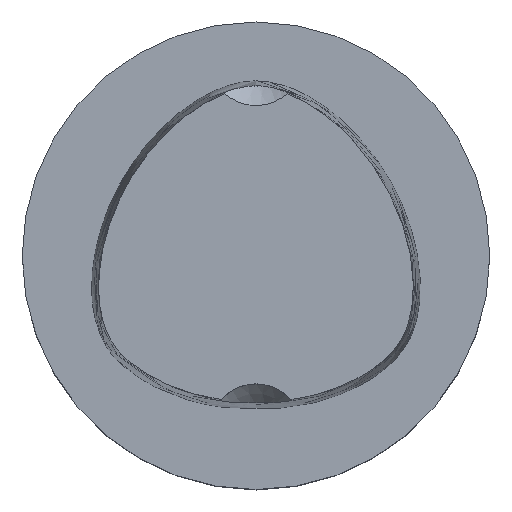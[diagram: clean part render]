
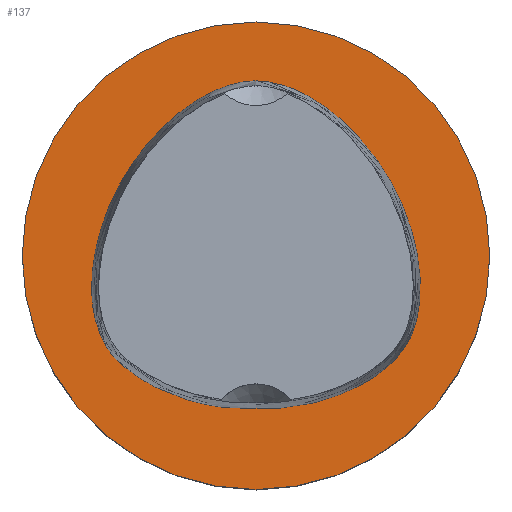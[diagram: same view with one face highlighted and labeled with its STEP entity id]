
A CAD part, top view. The second image highlights one B-rep face of the part: STEP entity #137.
In plain terms, the highlighted planar face has unit normal (0, 0, 1).
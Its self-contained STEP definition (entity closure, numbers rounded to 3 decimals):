
#83=EDGE_CURVE('240[2]',#197,#198,#199,.T.);
#119=EDGE_CURVE('240[2]',#247,#247,#248,.T.);
#134=EDGE_CURVE('240[2]',#198,#197,#268,.T.);
#137=ADVANCED_FACE('240[2]',(#271,#272),#273,.T.);
#197=VERTEX_POINT('',#372);
#198=VERTEX_POINT('',#373);
#199=B_SPLINE_CURVE_WITH_KNOTS('',3,(#374,#375,#376,#377,#378,#379,#380,#381,#382,#383,#384,#385,#386,#387,#388,#389,#390,#391,#392,#393,#394,#395,#396,#397,#398,#399,#400,#401,#402,#403,#404,#405,#406,#407,#408,#409,#410,#411,#412,#413,#414,#415,#416,#417,#418,#419,#420,#421),.UNSPECIFIED.,.T.,.F.,(4,2,2,2,2,2,2,2,2,2,2,2,2,2,2,2,2,2,2,2,2,2,2,4),(0.0,7.934,12.983,18.411,25.597,33.513,43.675,55.129,61.688,67.188,72.765,80.918,84.541,86.312,88.057,92.601,95.351,99.208,103.118,110.466,114.727,118.863,123.484,127.746),.UNSPECIFIED.);
#247=VERTEX_POINT('',#1511);
#248=CIRCLE('',#1512,20.0);
#268=B_SPLINE_CURVE_WITH_KNOTS('',3,(#1538,#1539,#1540,#1541,#1542,#1543,#1544,#1545,#1546,#1547,#1548,#1549,#1550,#1551,#1552,#1553,#1554,#1555,#1556,#1557,#1558,#1559,#1560,#1561,#1562,#1563,#1564,#1565,#1566,#1567,#1568,#1569,#1570,#1571,#1572,#1573,#1574,#1575,#1576,#1577,#1578,#1579,#1580,#1581,#1582,#1583,#1584,#1585),.UNSPECIFIED.,.T.,.F.,(4,2,2,2,2,2,2,2,2,2,2,2,2,2,2,2,2,2,2,2,2,2,2,4),(0.0,7.934,12.983,18.411,25.597,33.513,43.675,55.129,61.688,67.188,72.765,80.918,84.541,86.312,88.057,92.601,95.351,99.208,103.118,110.466,114.727,118.863,123.484,127.746),.UNSPECIFIED.);
#271=FACE_BOUND('',#1589,.T.);
#272=FACE_OUTER_BOUND('',#1590,.T.);
#273=PLANE('',#1591);
#372=CARTESIAN_POINT('',(0.,14.963,0.0));
#373=CARTESIAN_POINT('',(0.,-13.059,0.0));
#374=CARTESIAN_POINT('',(-11.186,6.943,0.0));
#375=CARTESIAN_POINT('',(-9.819,9.207,0.));
#376=CARTESIAN_POINT('',(-8.06,11.153,0.));
#377=CARTESIAN_POINT('',(-4.94,13.468,0.));
#378=CARTESIAN_POINT('',(-3.637,14.174,0.));
#379=CARTESIAN_POINT('',(-1.006,15.004,0.));
#380=CARTESIAN_POINT('',(0.046,14.987,0.));
#381=CARTESIAN_POINT('',(1.345,14.872,0.));
#382=CARTESIAN_POINT('',(2.213,14.679,0.));
#383=CARTESIAN_POINT('',(4.314,13.807,0.));
#384=CARTESIAN_POINT('',(5.577,13.084,0.));
#385=CARTESIAN_POINT('',(8.625,10.543,0.));
#386=CARTESIAN_POINT('',(10.14,8.732,0.));
#387=CARTESIAN_POINT('',(12.671,4.413,0.));
#388=CARTESIAN_POINT('',(13.567,1.899,0.));
#389=CARTESIAN_POINT('',(14.105,-1.957,0.));
#390=CARTESIAN_POINT('',(14.141,-3.478,0.));
#391=CARTESIAN_POINT('',(13.633,-6.175,0.));
#392=CARTESIAN_POINT('',(13.236,-7.069,0.));
#393=CARTESIAN_POINT('',(12.269,-8.55,0.));
#394=CARTESIAN_POINT('',(11.636,-9.228,0.));
#395=CARTESIAN_POINT('',(9.552,-10.838,0.));
#396=CARTESIAN_POINT('',(8.162,-11.508,0.));
#397=CARTESIAN_POINT('',(6.317,-12.192,0.));
#398=CARTESIAN_POINT('',(5.152,-12.606,0.));
#399=CARTESIAN_POINT('',(2.517,-13.027,0.));
#400=CARTESIAN_POINT('',(1.938,-13.06,0.));
#401=CARTESIAN_POINT('',(1.024,-13.076,0.));
#402=CARTESIAN_POINT('',(0.556,-13.061,0.));
#403=CARTESIAN_POINT('',(-1.181,-13.056,0.));
#404=CARTESIAN_POINT('',(-1.872,-13.154,0.));
#405=CARTESIAN_POINT('',(-4.702,-12.661,0.));
#406=CARTESIAN_POINT('',(-5.725,-12.4,0.));
#407=CARTESIAN_POINT('',(-8.366,-11.438,0.));
#408=CARTESIAN_POINT('',(-9.235,-10.919,0.));
#409=CARTESIAN_POINT('',(-10.263,-10.265,0.));
#410=CARTESIAN_POINT('',(-10.795,-9.881,0.));
#411=CARTESIAN_POINT('',(-11.878,-9.022,0.));
#412=CARTESIAN_POINT('',(-12.434,-8.46,0.));
#413=CARTESIAN_POINT('',(-13.24,-6.989,0.));
#414=CARTESIAN_POINT('',(-13.667,-6.058,0.));
#415=CARTESIAN_POINT('',(-14.11,-3.572,0.));
#416=CARTESIAN_POINT('',(-14.097,-2.21,0.));
#417=CARTESIAN_POINT('',(-13.83,0.249,0.));
#418=CARTESIAN_POINT('',(-13.52,1.652,0.));
#419=CARTESIAN_POINT('',(-12.538,4.429,0.));
#420=CARTESIAN_POINT('',(-11.921,5.727,0.));
#421=CARTESIAN_POINT('',(-11.186,6.943,0.0));
#1511=CARTESIAN_POINT('',(0.,20.0,0.));
#1512=AXIS2_PLACEMENT_3D('',#1683,#1684,#1685);
#1538=CARTESIAN_POINT('',(-11.186,6.943,0.0));
#1539=CARTESIAN_POINT('',(-9.819,9.207,0.));
#1540=CARTESIAN_POINT('',(-8.06,11.153,0.));
#1541=CARTESIAN_POINT('',(-4.94,13.468,0.));
#1542=CARTESIAN_POINT('',(-3.637,14.174,0.));
#1543=CARTESIAN_POINT('',(-1.006,15.004,0.));
#1544=CARTESIAN_POINT('',(0.046,14.987,0.));
#1545=CARTESIAN_POINT('',(1.345,14.872,0.));
#1546=CARTESIAN_POINT('',(2.213,14.679,0.));
#1547=CARTESIAN_POINT('',(4.314,13.807,0.));
#1548=CARTESIAN_POINT('',(5.577,13.084,0.));
#1549=CARTESIAN_POINT('',(8.625,10.543,0.));
#1550=CARTESIAN_POINT('',(10.14,8.732,0.));
#1551=CARTESIAN_POINT('',(12.671,4.413,0.));
#1552=CARTESIAN_POINT('',(13.567,1.899,0.));
#1553=CARTESIAN_POINT('',(14.105,-1.957,0.));
#1554=CARTESIAN_POINT('',(14.141,-3.478,0.));
#1555=CARTESIAN_POINT('',(13.633,-6.175,0.));
#1556=CARTESIAN_POINT('',(13.236,-7.069,0.));
#1557=CARTESIAN_POINT('',(12.269,-8.55,0.));
#1558=CARTESIAN_POINT('',(11.636,-9.228,0.));
#1559=CARTESIAN_POINT('',(9.552,-10.838,0.));
#1560=CARTESIAN_POINT('',(8.162,-11.508,0.));
#1561=CARTESIAN_POINT('',(6.317,-12.192,0.));
#1562=CARTESIAN_POINT('',(5.152,-12.606,0.));
#1563=CARTESIAN_POINT('',(2.517,-13.027,0.));
#1564=CARTESIAN_POINT('',(1.938,-13.06,0.));
#1565=CARTESIAN_POINT('',(1.024,-13.076,0.));
#1566=CARTESIAN_POINT('',(0.556,-13.061,0.));
#1567=CARTESIAN_POINT('',(-1.181,-13.056,0.));
#1568=CARTESIAN_POINT('',(-1.872,-13.154,0.));
#1569=CARTESIAN_POINT('',(-4.702,-12.661,0.));
#1570=CARTESIAN_POINT('',(-5.725,-12.4,0.));
#1571=CARTESIAN_POINT('',(-8.366,-11.438,0.));
#1572=CARTESIAN_POINT('',(-9.235,-10.919,0.));
#1573=CARTESIAN_POINT('',(-10.263,-10.265,0.));
#1574=CARTESIAN_POINT('',(-10.795,-9.881,0.));
#1575=CARTESIAN_POINT('',(-11.878,-9.022,0.));
#1576=CARTESIAN_POINT('',(-12.434,-8.46,0.));
#1577=CARTESIAN_POINT('',(-13.24,-6.989,0.));
#1578=CARTESIAN_POINT('',(-13.667,-6.058,0.));
#1579=CARTESIAN_POINT('',(-14.11,-3.572,0.));
#1580=CARTESIAN_POINT('',(-14.097,-2.21,0.));
#1581=CARTESIAN_POINT('',(-13.83,0.249,0.));
#1582=CARTESIAN_POINT('',(-13.52,1.652,0.));
#1583=CARTESIAN_POINT('',(-12.538,4.429,0.));
#1584=CARTESIAN_POINT('',(-11.921,5.727,0.));
#1585=CARTESIAN_POINT('',(-11.186,6.943,0.0));
#1589=EDGE_LOOP('',(#1717,#1718));
#1590=EDGE_LOOP('',(#1719));
#1591=AXIS2_PLACEMENT_3D('',#1720,#1721,#1722);
#1683=CARTESIAN_POINT('',(0.0,0.0,0.0));
#1684=DIRECTION('',(0.,0.,-1.0));
#1685=DIRECTION('',(0.,1.0,0.));
#1717=ORIENTED_EDGE('',*,*,#83,.T.);
#1718=ORIENTED_EDGE('',*,*,#134,.T.);
#1719=ORIENTED_EDGE('',*,*,#119,.F.);
#1720=CARTESIAN_POINT('',(0.,10.0,0.));
#1721=DIRECTION('',(0.,0.,1.0));
#1722=DIRECTION('',(1.0,0.,0.0));
